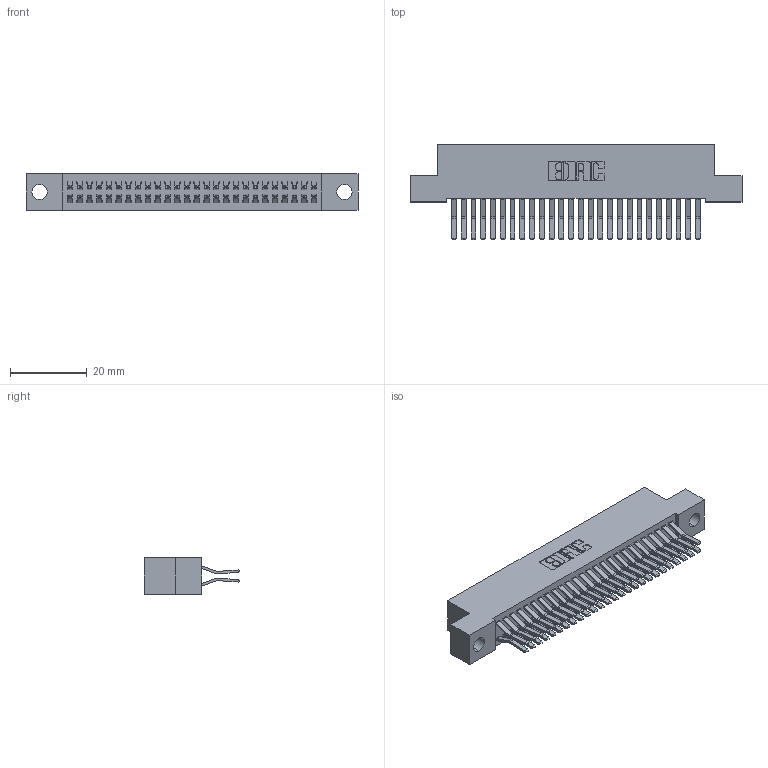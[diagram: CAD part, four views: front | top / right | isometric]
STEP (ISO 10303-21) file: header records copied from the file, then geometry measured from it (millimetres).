
FILE_DESCRIPTION (( 'STEP AP203' ), '1' );
FILE_NAME ('392-052-560-204.STEP', '2019-10-08T12:59:10', ( '' ), ( '' ), 'SwSTEP 2.0', 'SolidWorks 2016', '' );
FILE_SCHEMA (( 'CONFIG_CONTROL_DESIGN' ));
Length unit declared in the file: inch
Products named in the file (3): 345-292-001_560 Tail; 392-052-560-204; 342 Part_.156 TH
Assembly tree (53 placements, depth 2):
  392-052-560-204
    342 Part_.156 TH
    345-292-001_560 Tail  x52
Bounding box: 86.36 x 24.78 x 9.4 mm (x, y, z)
Volume: 7938.1 mm3; surface area: 13169.8 mm2
Topology: 53 solids, 53 shells, 2918 faces, 8671 edges, 5710 vertices
Faces by surface type: plane 1938, cylinder 980
Entity records: 18755 total; most frequent: CARTESIAN_POINT 3126, ORIENTED_EDGE 3062, DIRECTION 2703, EDGE_CURVE 1531, LINE 1399, VECTOR 1399, VERTEX_POINT 1018, AXIS2_PLACEMENT_3D 652
